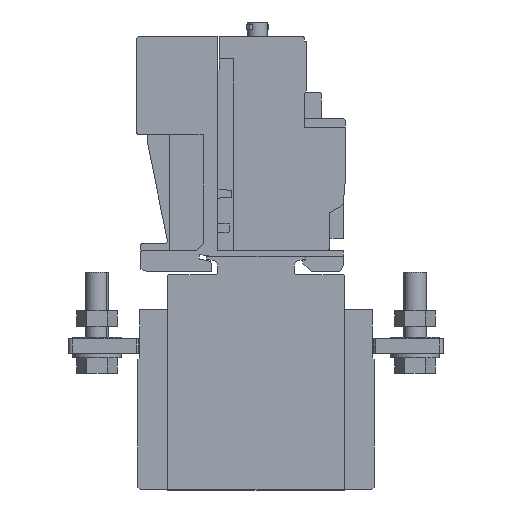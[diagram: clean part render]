
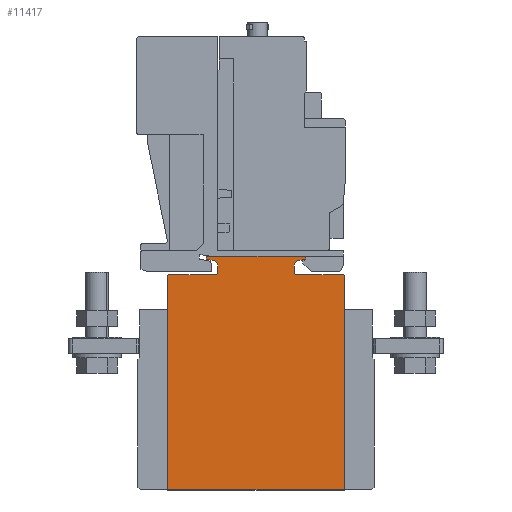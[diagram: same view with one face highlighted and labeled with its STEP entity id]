
A CAD part, left-side view. The second image highlights one B-rep face of the part: STEP entity #11417.
In plain terms, the highlighted planar face has unit normal (-1, 0, 0).
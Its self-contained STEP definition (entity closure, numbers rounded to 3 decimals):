
#10865=CARTESIAN_POINT('',(0.,31.,0.0));
#10866=VERTEX_POINT('',#10865);
#10873=CARTESIAN_POINT('',(0.,31.,75.5));
#10874=VERTEX_POINT('',#10873);
#10875=CARTESIAN_POINT('',(0.,31.,0.0));
#10876=DIRECTION('',(0.0,0.0,1.0));
#10877=VECTOR('',#10876,75.5);
#10878=LINE('',#10875,#10877);
#10879=EDGE_CURVE('',#10866,#10874,#10878,.T.);
#10896=CARTESIAN_POINT('',(0.,-31.,0.0));
#10897=VERTEX_POINT('',#10896);
#10905=CARTESIAN_POINT('',(0.,-31.,75.5));
#10906=VERTEX_POINT('',#10905);
#10913=CARTESIAN_POINT('',(0.,-31.,75.5));
#10914=DIRECTION('',(0.0,0.0,-1.0));
#10915=VECTOR('',#10914,75.5);
#10916=LINE('',#10913,#10915);
#10917=EDGE_CURVE('',#10906,#10897,#10916,.T.);
#10928=CARTESIAN_POINT('',(0.,-31.,0.0));
#10929=DIRECTION('',(0.0,1.0,0.0));
#10930=VECTOR('',#10929,62.001);
#10931=LINE('',#10928,#10930);
#10932=EDGE_CURVE('',#10897,#10866,#10931,.T.);
#10944=CARTESIAN_POINT('',(0.,30.7,75.8));
#10945=VERTEX_POINT('',#10944);
#10946=CARTESIAN_POINT('',(0.,31.,75.5));
#10947=DIRECTION('',(0.,-0.707,0.707));
#10948=VECTOR('',#10947,0.425);
#10949=LINE('',#10946,#10948);
#10950=EDGE_CURVE('',#10874,#10945,#10949,.T.);
#10968=CARTESIAN_POINT('',(0.,13.999,75.8));
#10969=VERTEX_POINT('',#10968);
#10970=CARTESIAN_POINT('',(0.,30.7,75.8));
#10971=DIRECTION('',(0.0,-1.0,0.0));
#10972=VECTOR('',#10971,16.7);
#10973=LINE('',#10970,#10972);
#10974=EDGE_CURVE('',#10945,#10969,#10973,.T.);
#10992=CARTESIAN_POINT('',(0.,13.499,76.301));
#10993=VERTEX_POINT('',#10992);
#10994=CARTESIAN_POINT('',(0.,13.999,75.8));
#10995=DIRECTION('',(0.,-0.707,0.707));
#10996=VECTOR('',#10995,0.707);
#10997=LINE('',#10994,#10996);
#10998=EDGE_CURVE('',#10969,#10993,#10997,.T.);
#11016=CARTESIAN_POINT('',(0.,13.499,79.236));
#11017=VERTEX_POINT('',#11016);
#11018=CARTESIAN_POINT('',(0.,13.499,76.301));
#11019=DIRECTION('',(0.0,0.0,1.0));
#11020=VECTOR('',#11019,2.935);
#11021=LINE('',#11018,#11020);
#11022=EDGE_CURVE('',#10993,#11017,#11021,.T.);
#11040=CARTESIAN_POINT('',(0.,13.834,80.18));
#11041=VERTEX_POINT('',#11040);
#11042=CARTESIAN_POINT('',(0.,13.499,79.236));
#11043=DIRECTION('',(0.,0.334,0.943));
#11044=VECTOR('',#11043,1.002);
#11045=LINE('',#11042,#11044);
#11046=EDGE_CURVE('',#11017,#11041,#11045,.T.);
#11064=CARTESIAN_POINT('',(0.,14.689,80.703));
#11065=VERTEX_POINT('',#11064);
#11066=CARTESIAN_POINT('',(0.,13.834,80.18));
#11067=DIRECTION('',(0.,0.853,0.522));
#11068=VECTOR('',#11067,1.002);
#11069=LINE('',#11066,#11068);
#11070=EDGE_CURVE('',#11041,#11065,#11069,.T.);
#11088=CARTESIAN_POINT('',(0.,17.5,81.3));
#11089=VERTEX_POINT('',#11088);
#11090=CARTESIAN_POINT('',(0.,14.689,80.703));
#11091=DIRECTION('',(0.,0.978,0.208));
#11092=VECTOR('',#11091,2.874);
#11093=LINE('',#11090,#11092);
#11094=EDGE_CURVE('',#11065,#11089,#11093,.T.);
#11112=CARTESIAN_POINT('',(0.,17.5,82.101));
#11113=VERTEX_POINT('',#11112);
#11114=CARTESIAN_POINT('',(0.,17.5,81.3));
#11115=DIRECTION('',(0.0,0.0,1.0));
#11116=VECTOR('',#11115,0.801);
#11117=LINE('',#11114,#11116);
#11118=EDGE_CURVE('',#11089,#11113,#11117,.T.);
#11136=CARTESIAN_POINT('',(0.,17.303,82.301));
#11137=VERTEX_POINT('',#11136);
#11138=CARTESIAN_POINT('',(0.,17.5,82.101));
#11139=DIRECTION('',(0.,-0.702,0.712));
#11140=VECTOR('',#11139,0.281);
#11141=LINE('',#11138,#11140);
#11142=EDGE_CURVE('',#11113,#11137,#11141,.T.);
#11160=CARTESIAN_POINT('',(0.,-17.3,82.301));
#11161=VERTEX_POINT('',#11160);
#11162=CARTESIAN_POINT('',(0.,17.303,82.301));
#11163=DIRECTION('',(0.0,-1.0,0.0));
#11164=VECTOR('',#11163,34.603);
#11165=LINE('',#11162,#11164);
#11166=EDGE_CURVE('',#11137,#11161,#11165,.T.);
#11184=CARTESIAN_POINT('',(0.,-17.5,82.101));
#11185=VERTEX_POINT('',#11184);
#11186=CARTESIAN_POINT('',(0.,-17.3,82.301));
#11187=DIRECTION('',(0.,-0.707,-0.707));
#11188=VECTOR('',#11187,0.283);
#11189=LINE('',#11186,#11188);
#11190=EDGE_CURVE('',#11161,#11185,#11189,.T.);
#11208=CARTESIAN_POINT('',(0.,-17.5,81.3));
#11209=VERTEX_POINT('',#11208);
#11210=CARTESIAN_POINT('',(0.,-17.5,82.101));
#11211=DIRECTION('',(0.0,0.0,-1.0));
#11212=VECTOR('',#11211,0.801);
#11213=LINE('',#11210,#11212);
#11214=EDGE_CURVE('',#11185,#11209,#11213,.T.);
#11232=CARTESIAN_POINT('',(0.,-14.689,80.703));
#11233=VERTEX_POINT('',#11232);
#11234=CARTESIAN_POINT('',(0.,-17.5,81.3));
#11235=DIRECTION('',(0.,0.978,-0.208));
#11236=VECTOR('',#11235,2.874);
#11237=LINE('',#11234,#11236);
#11238=EDGE_CURVE('',#11209,#11233,#11237,.T.);
#11256=CARTESIAN_POINT('',(0.,-13.834,80.18));
#11257=VERTEX_POINT('',#11256);
#11258=CARTESIAN_POINT('',(0.,-14.689,80.703));
#11259=DIRECTION('',(0.,0.853,-0.522));
#11260=VECTOR('',#11259,1.002);
#11261=LINE('',#11258,#11260);
#11262=EDGE_CURVE('',#11233,#11257,#11261,.T.);
#11280=CARTESIAN_POINT('',(0.,-13.499,79.236));
#11281=VERTEX_POINT('',#11280);
#11282=CARTESIAN_POINT('',(0.,-13.834,80.18));
#11283=DIRECTION('',(0.,0.334,-0.943));
#11284=VECTOR('',#11283,1.002);
#11285=LINE('',#11282,#11284);
#11286=EDGE_CURVE('',#11257,#11281,#11285,.T.);
#11304=CARTESIAN_POINT('',(0.,-13.499,76.301));
#11305=VERTEX_POINT('',#11304);
#11306=CARTESIAN_POINT('',(0.,-13.499,79.236));
#11307=DIRECTION('',(0.0,0.0,-1.0));
#11308=VECTOR('',#11307,2.935);
#11309=LINE('',#11306,#11308);
#11310=EDGE_CURVE('',#11281,#11305,#11309,.T.);
#11328=CARTESIAN_POINT('',(0.,-13.999,75.8));
#11329=VERTEX_POINT('',#11328);
#11330=CARTESIAN_POINT('',(0.,-13.499,76.301));
#11331=DIRECTION('',(0.,-0.707,-0.707));
#11332=VECTOR('',#11331,0.707);
#11333=LINE('',#11330,#11332);
#11334=EDGE_CURVE('',#11305,#11329,#11333,.T.);
#11352=CARTESIAN_POINT('',(0.,-30.7,75.8));
#11353=VERTEX_POINT('',#11352);
#11354=CARTESIAN_POINT('',(0.,-13.999,75.8));
#11355=DIRECTION('',(0.0,-1.0,0.0));
#11356=VECTOR('',#11355,16.7);
#11357=LINE('',#11354,#11356);
#11358=EDGE_CURVE('',#11329,#11353,#11357,.T.);
#11376=CARTESIAN_POINT('',(0.,-30.7,75.8));
#11377=DIRECTION('',(0.,-0.707,-0.707));
#11378=VECTOR('',#11377,0.425);
#11379=LINE('',#11376,#11378);
#11380=EDGE_CURVE('',#11353,#10906,#11379,.T.);
#11388=CARTESIAN_POINT('',(0.,0.,42.091));
#11389=DIRECTION('',(-1.0,0.0,0.0));
#11390=DIRECTION('',(0.0,0.0,1.0));
#11391=AXIS2_PLACEMENT_3D('',#11388,#11389,#11390);
#11392=PLANE('',#11391);
#11393=ORIENTED_EDGE('',*,*,#10917,.F.);
#11394=ORIENTED_EDGE('',*,*,#11380,.F.);
#11395=ORIENTED_EDGE('',*,*,#11358,.F.);
#11396=ORIENTED_EDGE('',*,*,#11334,.F.);
#11397=ORIENTED_EDGE('',*,*,#11310,.F.);
#11398=ORIENTED_EDGE('',*,*,#11286,.F.);
#11399=ORIENTED_EDGE('',*,*,#11262,.F.);
#11400=ORIENTED_EDGE('',*,*,#11238,.F.);
#11401=ORIENTED_EDGE('',*,*,#11214,.F.);
#11402=ORIENTED_EDGE('',*,*,#11190,.F.);
#11403=ORIENTED_EDGE('',*,*,#11166,.F.);
#11404=ORIENTED_EDGE('',*,*,#11142,.F.);
#11405=ORIENTED_EDGE('',*,*,#11118,.F.);
#11406=ORIENTED_EDGE('',*,*,#11094,.F.);
#11407=ORIENTED_EDGE('',*,*,#11070,.F.);
#11408=ORIENTED_EDGE('',*,*,#11046,.F.);
#11409=ORIENTED_EDGE('',*,*,#11022,.F.);
#11410=ORIENTED_EDGE('',*,*,#10998,.F.);
#11411=ORIENTED_EDGE('',*,*,#10974,.F.);
#11412=ORIENTED_EDGE('',*,*,#10950,.F.);
#11413=ORIENTED_EDGE('',*,*,#10879,.F.);
#11414=ORIENTED_EDGE('',*,*,#10932,.F.);
#11415=EDGE_LOOP('',(#11393,#11394,#11395,#11396,#11397,#11398,#11399,#11400,#11401,#11402,#11403,#11404,#11405,#11406,#11407,#11408,#11409,#11410,#11411,#11412,#11413,#11414));
#11416=FACE_OUTER_BOUND('',#11415,.T.);
#11417=ADVANCED_FACE('',(#11416),#11392,.T.);
